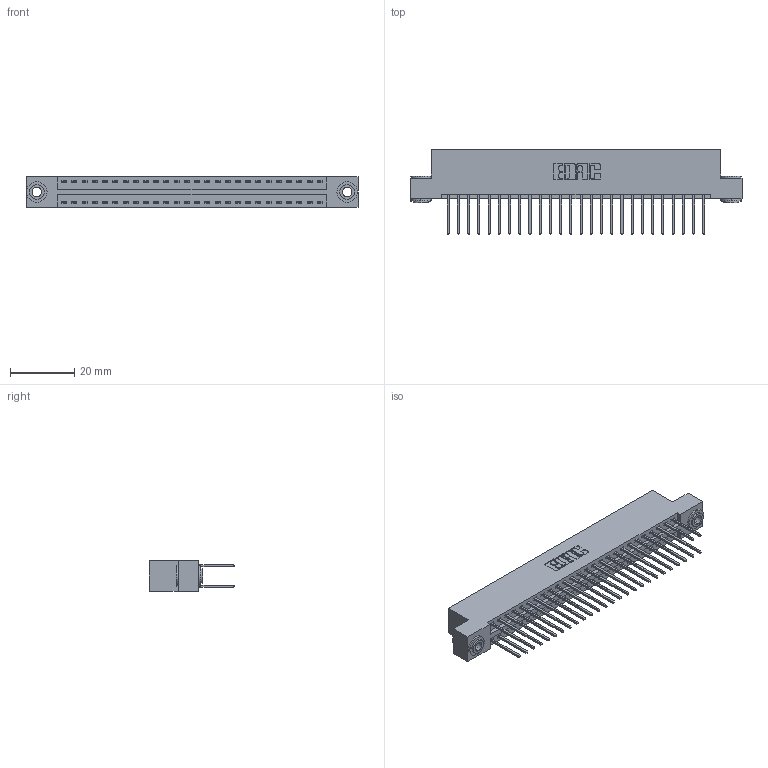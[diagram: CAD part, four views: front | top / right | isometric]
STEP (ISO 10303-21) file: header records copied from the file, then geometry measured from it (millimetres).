
FILE_DESCRIPTION (( 'STEP AP203' ), '1' );
FILE_NAME ('346-052-522-203.STEP', '2022-05-21T00:53:20', ( '' ), ( '' ), 'SwSTEP 2.0', 'SolidWorks 2020', '' );
FILE_SCHEMA (( 'CONFIG_CONTROL_DESIGN' ));
Length unit declared in the file: inch
Products named in the file (4): 345-292-001_345-293-122; 346 Part_Flush Mounting Lugs - 0.156 Dia-TH; 346-052-522-203; 345-250-002_345-250-002-102
Assembly tree (55 placements, depth 2):
  346-052-522-203
    346 Part_Flush Mounting Lugs - 0.156 Dia-TH
    345-292-001_345-293-122  x52
    345-250-002_345-250-002-102  x2
Bounding box: 103.12 x 26.42 x 9.4 mm (x, y, z)
Volume: 10066.1 mm3; surface area: 14451.5 mm2
Topology: 55 solids, 55 shells, 2878 faces, 8501 edges, 5594 vertices
Faces by surface type: plane 1920, cylinder 950, cone 8
Entity records: 20206 total; most frequent: CARTESIAN_POINT 3333, ORIENTED_EDGE 3258, DIRECTION 3019, EDGE_CURVE 1629, LINE 1369, VECTOR 1369, VERTEX_POINT 1082, AXIS2_PLACEMENT_3D 825
